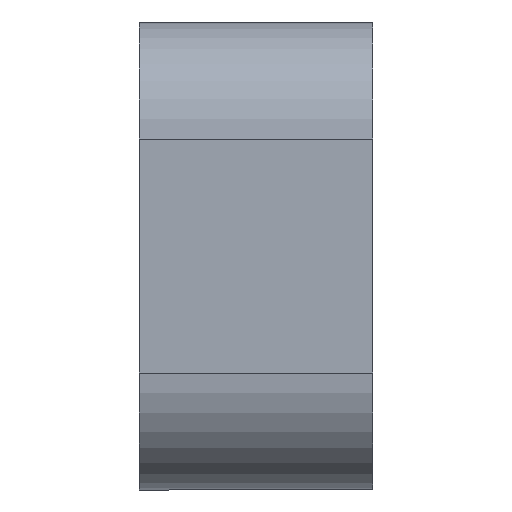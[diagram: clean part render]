
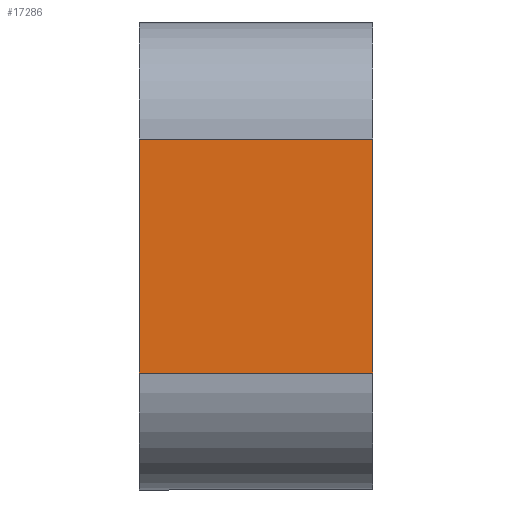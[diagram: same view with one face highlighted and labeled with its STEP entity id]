
A CAD part, left-side view. The second image highlights one B-rep face of the part: STEP entity #17286.
In plain terms, the highlighted planar face has unit normal (-1, 0, 0).
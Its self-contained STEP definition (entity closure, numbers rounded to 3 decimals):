
#1772=FACE_OUTER_BOUND('',#2658,.T.);
#2658=EDGE_LOOP('',(#14780,#14781,#14782,#14783));
#4322=LINE('',#27965,#6250);
#4484=LINE('',#28326,#6412);
#4486=LINE('',#28333,#6414);
#4487=LINE('',#28334,#6415);
#6250=VECTOR('',#22841,10.);
#6412=VECTOR('',#23173,10.);
#6414=VECTOR('',#23181,10.);
#6415=VECTOR('',#23182,10.);
#8101=VERTEX_POINT('',#27963);
#8102=VERTEX_POINT('',#27964);
#8215=VERTEX_POINT('',#28324);
#8216=VERTEX_POINT('',#28325);
#10387=EDGE_CURVE('',#8101,#8102,#4322,.T.);
#10591=EDGE_CURVE('',#8215,#8216,#4484,.T.);
#10595=EDGE_CURVE('',#8215,#8102,#4486,.T.);
#10596=EDGE_CURVE('',#8101,#8216,#4487,.T.);
#14780=ORIENTED_EDGE('',*,*,#10595,.F.);
#14781=ORIENTED_EDGE('',*,*,#10591,.T.);
#14782=ORIENTED_EDGE('',*,*,#10596,.F.);
#14783=ORIENTED_EDGE('',*,*,#10387,.T.);
#16465=PLANE('',#18717);
#17286=ADVANCED_FACE('',(#1772),#16465,.T.);
#18717=AXIS2_PLACEMENT_3D('',#28332,#23179,#23180);
#22841=DIRECTION('',(0.,-1.,0.));
#23173=DIRECTION('',(0.,1.,0.));
#23179=DIRECTION('center_axis',(-1.,0.,0.));
#23180=DIRECTION('ref_axis',(0.,0.,
1.));
#23181=DIRECTION('',(0.,0.,-1.));
#23182=DIRECTION('',(0.,0.,1.));
#27963=CARTESIAN_POINT('',(-5.747,-12.521,6.36));
#27964=CARTESIAN_POINT('',(-5.747,-22.521,6.36));
#27965=CARTESIAN_POINT('',(-5.747,-17.521,6.36));
#28324=CARTESIAN_POINT('',(-5.747,-22.521,16.36));
#28325=CARTESIAN_POINT('',(-5.747,-12.521,16.36));
#28326=CARTESIAN_POINT('',(-5.747,-17.521,16.36));
#28332=CARTESIAN_POINT('Origin',(-5.747,-17.521,11.36));
#28333=CARTESIAN_POINT('',(-5.747,-22.521,11.36));
#28334=CARTESIAN_POINT('',(-5.747,-12.521,11.36));
